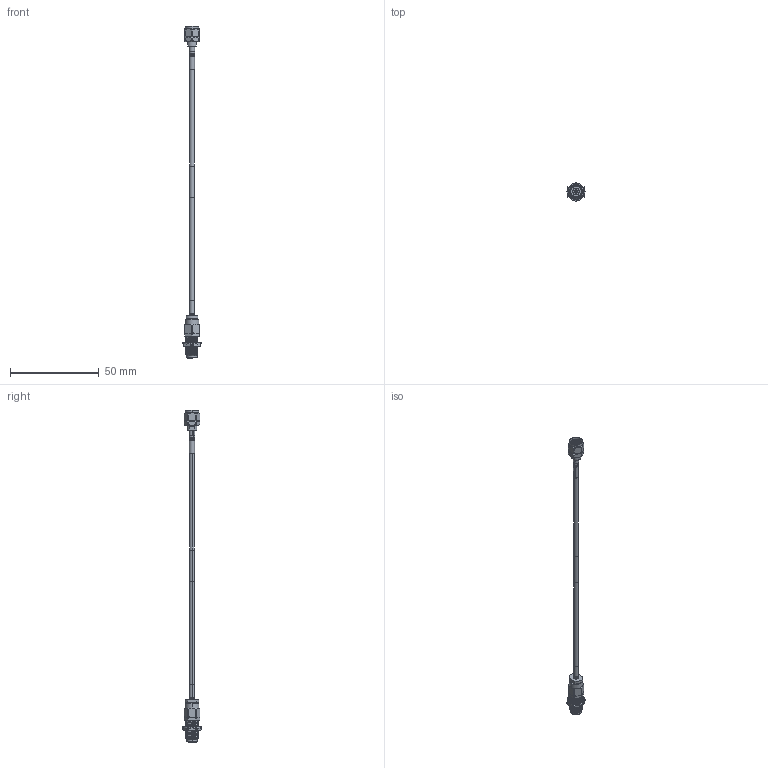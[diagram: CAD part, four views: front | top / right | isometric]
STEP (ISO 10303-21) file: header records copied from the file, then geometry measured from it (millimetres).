
FILE_DESCRIPTION (( 'STEP AP214' ), '1' );
FILE_NAME ('FMCA100346_3D.step', '2025-11-11T18:13:05', ( '' ), ( '' ), 'SwSTEP 2.0', 'SolidWorks 2025', '' );
FILE_SCHEMA (( 'AUTOMOTIVE_DESIGN' ));
Length unit declared in the file: inch
Products named in the file (6): PE45413; PE-SR405FLJ_WITH LABEL; PE44801; FMCA100346_3D; Copy of HEAT SHRINK^FMCA100346; Copy of HEAT SHRINK 2^FMCA100346
Assembly tree (5 placements, depth 2):
  FMCA100346_3D
    PE-SR405FLJ_WITH LABEL
    PE45413
    PE44801
    Copy of HEAT SHRINK 2^FMCA100346
    Copy of HEAT SHRINK^FMCA100346
Bounding box: 10.16 x 10.75 x 187.01 mm (x, y, z)
Volume: 2189.7 mm3; surface area: 3648.8 mm2
Topology: 9 solids, 10 shells, 449 faces, 1196 edges, 789 vertices
Faces by surface type: cylinder 186, plane 92, bspline 89, cone 64, torus 18
Entity records: 39306 total; most frequent: CARTESIAN_POINT 28830, ORIENTED_EDGE 2392, DIRECTION 1857, EDGE_CURVE 1196, VERTEX_POINT 789, AXIS2_PLACEMENT_3D 754, EDGE_LOOP 491, FACE_OUTER_BOUND 449
